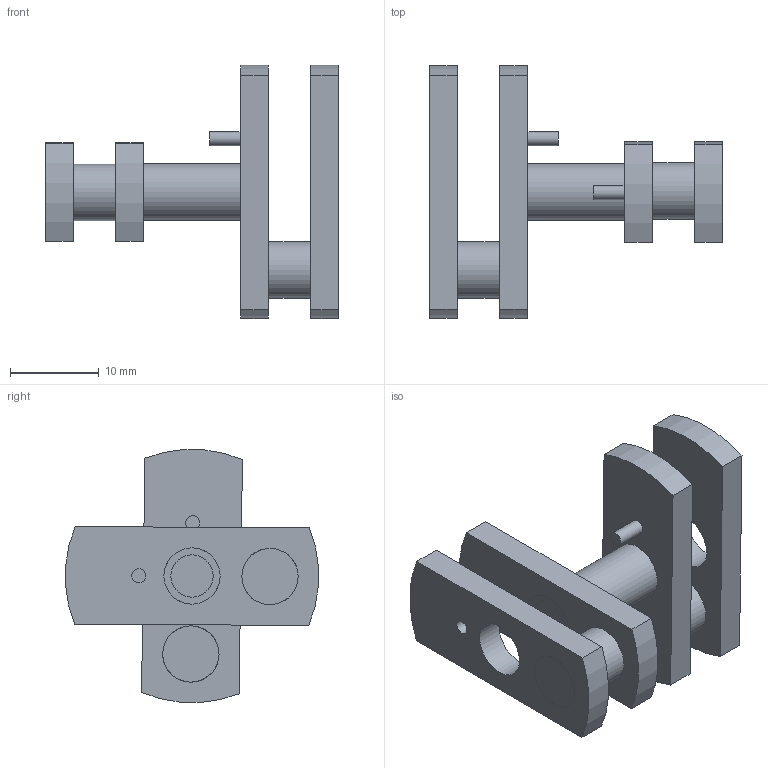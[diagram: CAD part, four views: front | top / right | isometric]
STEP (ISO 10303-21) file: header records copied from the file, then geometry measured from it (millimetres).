
FILE_DESCRIPTION(/* description */ ('ARM1G'),/* implementation_level */ '2;1');
FILE_NAME(/* name */ 'Crank Axle (complete)',/* time_stamp */ '2020-05-03T12:04:18+01:00',/* author */ ('Keith Bucklitch'),/* organization */ ('G1MRA'),/* preprocessor_version */ 'ST-DEVELOPER v16.7',/* originating_system */ 'Solid Edge',/* authorisation */ 'Unknown');
FILE_SCHEMA (('AUTOMOTIVE_DESIGN {1 0 10303 214 3 1 1}'));
Length unit declared in the file: millimetre
Products named in the file (9): Crank Axle (complete); Axle (short); Eccentric drive pin_1; Crank web, large hole_1; Crank Pin_1; Crank web, small hole_0; Split Axle (short)_0; Axle (long); Split Axle (long)_0
Assembly tree (12 placements, depth 3):
  Crank Axle (complete)
    Axle (short)
      Eccentric drive pin_1
      Crank web, large hole_1
      Crank Pin_1
      Crank web, small hole_0
      Split Axle (short)_0
    Axle (long)
      Eccentric drive pin_1
      Crank web, large hole_1  x2
      Crank Pin_1
      Split Axle (long)_0
Bounding box: 33 x 28.52 x 28.54 mm (x, y, z)
Volume: 4260.3 mm3; surface area: 4886.6 mm2
Topology: 10 solids, 10 shells, 55 faces, 106 edges, 71 vertices
Faces by surface type: plane 28, cylinder 27
Full cylindrical faces by diameter (mm): 1.587 x6, 4.76 x1, 4.763 x2, 6.35 x10
Entity records: 1039 total; most frequent: DIRECTION 164, CARTESIAN_POINT 128, ORIENTED_EDGE 92, AXIS2_PLACEMENT_3D 74, EDGE_LOOP 56, FACE_BOUND 56, EDGE_CURVE 46, VERTEX_POINT 38
